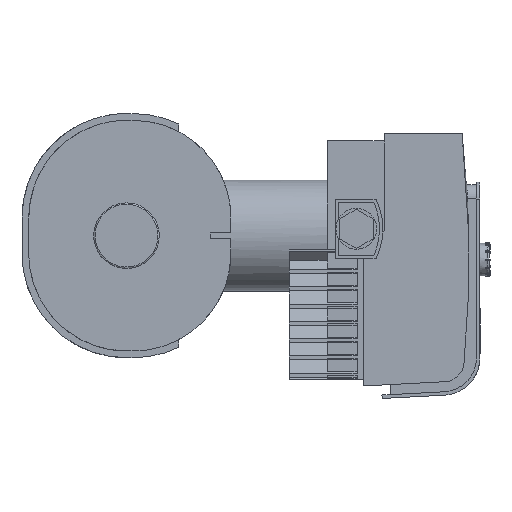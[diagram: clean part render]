
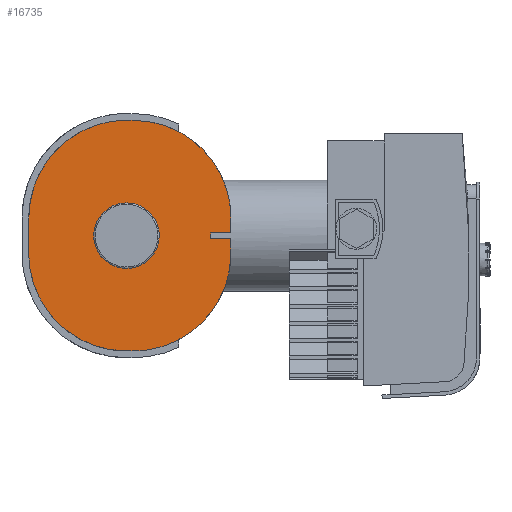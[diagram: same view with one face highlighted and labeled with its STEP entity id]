
A CAD part, left-side view. The second image highlights one B-rep face of the part: STEP entity #16735.
In plain terms, the highlighted free-form (B-spline) face has degree [1, 1] with [2, 2] control points.
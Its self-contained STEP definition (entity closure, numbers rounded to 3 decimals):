
#15783 = VERTEX_POINT('',#15784);
#15784 = CARTESIAN_POINT('',(12.651,-97.416,
    -16.447));
#15789 = EDGE_CURVE('',#15783,#15790,#15792,.T.);
#15790 = VERTEX_POINT('',#15791);
#15791 = CARTESIAN_POINT('',(12.651,-6.326,
    -107.537));
#15792 = ( BOUNDED_CURVE() B_SPLINE_CURVE(2,(#15793,#15794,#15795),
.UNSPECIFIED.,.F.,.F.) B_SPLINE_CURVE_WITH_KNOTS((3,3),(0.,
1.571),.PIECEWISE_BEZIER_KNOTS.) CURVE() 
GEOMETRIC_REPRESENTATION_ITEM() RATIONAL_B_SPLINE_CURVE((1.,
0.707,1.)) REPRESENTATION_ITEM('') );
#15793 = CARTESIAN_POINT('',(12.651,-97.416,
    -16.447));
#15794 = CARTESIAN_POINT('',(12.651,-97.416,
    -107.537));
#15795 = CARTESIAN_POINT('',(12.651,-6.326,
    -107.537));
#15859 = VERTEX_POINT('',#15860);
#15860 = CARTESIAN_POINT('',(12.651,-97.416,
    -2.53));
#15865 = EDGE_CURVE('',#15859,#15783,#15866,.T.);
#15866 = B_SPLINE_CURVE_WITH_KNOTS('',1,(#15867,#15868),.UNSPECIFIED.,
  .F.,.F.,(2,2),(15.,26.),.PIECEWISE_BEZIER_KNOTS.);
#15867 = CARTESIAN_POINT('',(12.651,-97.416,
    -2.53));
#15868 = CARTESIAN_POINT('',(12.651,-97.416,
    -16.447));
#15881 = VERTEX_POINT('',#15882);
#15882 = CARTESIAN_POINT('',(12.651,-78.439,
    -2.53));
#15887 = EDGE_CURVE('',#15859,#15881,#15888,.T.);
#15888 = B_SPLINE_CURVE_WITH_KNOTS('',1,(#15889,#15890),.UNSPECIFIED.,
  .F.,.F.,(2,2),(-37.25,-22.25),.PIECEWISE_BEZIER_KNOTS.);
#15889 = CARTESIAN_POINT('',(12.651,-97.416,
    -2.53));
#15890 = CARTESIAN_POINT('',(12.651,-78.439,
    -2.53));
#15903 = VERTEX_POINT('',#15904);
#15904 = CARTESIAN_POINT('',(12.651,-97.416,
    2.53));
#15909 = EDGE_CURVE('',#15910,#15903,#15912,.T.);
#15910 = VERTEX_POINT('',#15911);
#15911 = CARTESIAN_POINT('',(12.651,-78.439,
    2.53));
#15912 = B_SPLINE_CURVE_WITH_KNOTS('',1,(#15913,#15914),.UNSPECIFIED.,
  .F.,.F.,(2,2),(22.25,37.25),.PIECEWISE_BEZIER_KNOTS.);
#15913 = CARTESIAN_POINT('',(12.651,-78.439,
    2.53));
#15914 = CARTESIAN_POINT('',(12.651,-97.416,
    2.53));
#15959 = VERTEX_POINT('',#15960);
#15960 = CARTESIAN_POINT('',(12.651,-97.416,
    16.447));
#15965 = EDGE_CURVE('',#15959,#15903,#15966,.T.);
#15966 = B_SPLINE_CURVE_WITH_KNOTS('',1,(#15967,#15968),.UNSPECIFIED.,
  .F.,.F.,(2,2),(0.,11.),.PIECEWISE_BEZIER_KNOTS.);
#15967 = CARTESIAN_POINT('',(12.651,-97.416,
    16.447));
#15968 = CARTESIAN_POINT('',(12.651,-97.416,
    2.53));
#16000 = EDGE_CURVE('',#15881,#15910,#16001,.T.);
#16001 = B_SPLINE_CURVE_WITH_KNOTS('',1,(#16002,#16003),.UNSPECIFIED.,
  .F.,.F.,(2,2),(-2.,2.),.PIECEWISE_BEZIER_KNOTS.);
#16002 = CARTESIAN_POINT('',(12.651,-78.439,
    -2.53));
#16003 = CARTESIAN_POINT('',(12.651,-78.439,
    2.53));
#16510 = EDGE_CURVE('',#15790,#16511,#16513,.T.);
#16511 = VERTEX_POINT('',#16512);
#16512 = CARTESIAN_POINT('',(12.651,0.,
    -107.537));
#16513 = B_SPLINE_CURVE_WITH_KNOTS('',1,(#16514,#16515),.UNSPECIFIED.,
  .F.,.F.,(2,2),(0.,5.),.PIECEWISE_BEZIER_KNOTS.);
#16514 = CARTESIAN_POINT('',(12.651,-6.326,
    -107.537));
#16515 = CARTESIAN_POINT('',(12.651,0.,
    -107.537));
#16548 = EDGE_CURVE('',#16511,#16549,#16551,.T.);
#16549 = VERTEX_POINT('',#16550);
#16550 = CARTESIAN_POINT('',(12.651,91.09,
    -16.447));
#16551 = ( BOUNDED_CURVE() B_SPLINE_CURVE(2,(#16552,#16553,#16554),
.UNSPECIFIED.,.F.,.F.) B_SPLINE_CURVE_WITH_KNOTS((3,3),(0.,
1.571),.PIECEWISE_BEZIER_KNOTS.) CURVE() 
GEOMETRIC_REPRESENTATION_ITEM() RATIONAL_B_SPLINE_CURVE((1.,
0.707,1.)) REPRESENTATION_ITEM('') );
#16552 = CARTESIAN_POINT('',(12.651,0.,
    -107.537));
#16553 = CARTESIAN_POINT('',(12.651,91.09,
    -107.537));
#16554 = CARTESIAN_POINT('',(12.651,91.09,
    -16.447));
#16591 = EDGE_CURVE('',#16549,#16592,#16594,.T.);
#16592 = VERTEX_POINT('',#16593);
#16593 = CARTESIAN_POINT('',(12.651,91.09,
    16.447));
#16594 = B_SPLINE_CURVE_WITH_KNOTS('',1,(#16595,#16596),.UNSPECIFIED.,
  .F.,.F.,(2,2),(0.,26.),.PIECEWISE_BEZIER_KNOTS.);
#16595 = CARTESIAN_POINT('',(12.651,91.09,
    -16.447));
#16596 = CARTESIAN_POINT('',(12.651,91.09,
    16.447));
#16629 = EDGE_CURVE('',#16592,#16630,#16632,.T.);
#16630 = VERTEX_POINT('',#16631);
#16631 = CARTESIAN_POINT('',(12.651,0.,
    107.537));
#16632 = ( BOUNDED_CURVE() B_SPLINE_CURVE(2,(#16633,#16634,#16635),
.UNSPECIFIED.,.F.,.F.) B_SPLINE_CURVE_WITH_KNOTS((3,3),(0.,
1.571),.PIECEWISE_BEZIER_KNOTS.) CURVE() 
GEOMETRIC_REPRESENTATION_ITEM() RATIONAL_B_SPLINE_CURVE((1.,
0.707,1.)) REPRESENTATION_ITEM('') );
#16633 = CARTESIAN_POINT('',(12.651,91.09,
    16.447));
#16634 = CARTESIAN_POINT('',(12.651,91.09,
    107.537));
#16635 = CARTESIAN_POINT('',(12.651,0.,
    107.537));
#16672 = EDGE_CURVE('',#16630,#16673,#16675,.T.);
#16673 = VERTEX_POINT('',#16674);
#16674 = CARTESIAN_POINT('',(12.651,-6.326,
    107.537));
#16675 = B_SPLINE_CURVE_WITH_KNOTS('',1,(#16676,#16677),.UNSPECIFIED.,
  .F.,.F.,(2,2),(0.,5.),.PIECEWISE_BEZIER_KNOTS.);
#16676 = CARTESIAN_POINT('',(12.651,0.,
    107.537));
#16677 = CARTESIAN_POINT('',(12.651,-6.326,
    107.537));
#16720 = EDGE_CURVE('',#16673,#15959,#16721,.T.);
#16721 = ( BOUNDED_CURVE() B_SPLINE_CURVE(2,(#16722,#16723,#16724),
.UNSPECIFIED.,.F.,.F.) B_SPLINE_CURVE_WITH_KNOTS((3,3),(0.,
1.571),.PIECEWISE_BEZIER_KNOTS.) CURVE() 
GEOMETRIC_REPRESENTATION_ITEM() RATIONAL_B_SPLINE_CURVE((1.,
0.707,1.)) REPRESENTATION_ITEM('') );
#16722 = CARTESIAN_POINT('',(12.651,-6.326,
    107.537));
#16723 = CARTESIAN_POINT('',(12.651,-97.416,
    107.537));
#16724 = CARTESIAN_POINT('',(12.651,-97.416,
    16.447));
#16735 = ADVANCED_FACE('',(#16736),#16750,.F.);
#16736 = FACE_BOUND('',#16737,.T.);
#16737 = EDGE_LOOP('',(#16738,#16739,#16740,#16741,#16742,#16743,#16744,
    #16745,#16746,#16747,#16748,#16749));
#16738 = ORIENTED_EDGE('',*,*,#15909,.T.);
#16739 = ORIENTED_EDGE('',*,*,#15965,.F.);
#16740 = ORIENTED_EDGE('',*,*,#16720,.F.);
#16741 = ORIENTED_EDGE('',*,*,#16672,.F.);
#16742 = ORIENTED_EDGE('',*,*,#16629,.F.);
#16743 = ORIENTED_EDGE('',*,*,#16591,.F.);
#16744 = ORIENTED_EDGE('',*,*,#16548,.F.);
#16745 = ORIENTED_EDGE('',*,*,#16510,.F.);
#16746 = ORIENTED_EDGE('',*,*,#15789,.F.);
#16747 = ORIENTED_EDGE('',*,*,#15865,.F.);
#16748 = ORIENTED_EDGE('',*,*,#15887,.T.);
#16749 = ORIENTED_EDGE('',*,*,#16000,.T.);
#16750 = B_SPLINE_SURFACE_WITH_KNOTS('',1,1,(
    (#16751,#16752)
    ,(#16753,#16754
    )),.UNSPECIFIED.,.F.,.F.,.F.,(2,2),(2,2),(-85.,85.),(-74.5,74.5),
  .PIECEWISE_BEZIER_KNOTS.);
#16751 = CARTESIAN_POINT('',(12.651,-97.416,
    107.537));
#16752 = CARTESIAN_POINT('',(12.651,91.09,
    107.537));
#16753 = CARTESIAN_POINT('',(12.651,-97.416,
    -107.537));
#16754 = CARTESIAN_POINT('',(12.651,91.09,
    -107.537));
